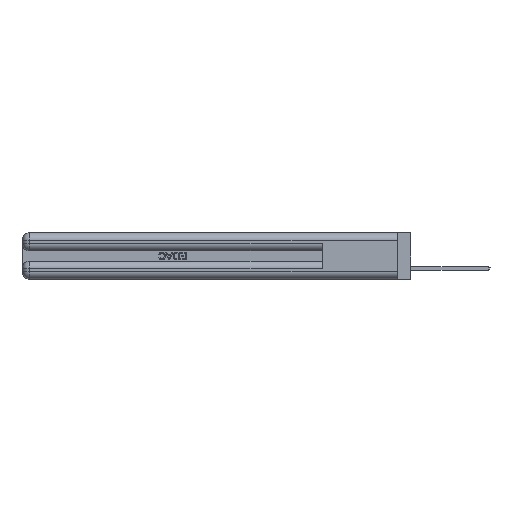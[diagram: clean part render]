
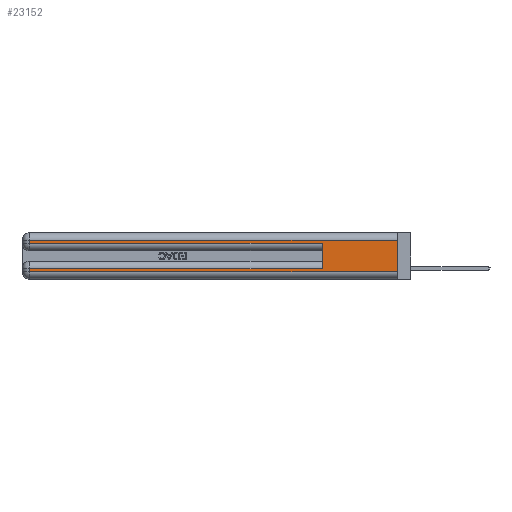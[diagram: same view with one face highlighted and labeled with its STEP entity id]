
A CAD part, left-side view. The second image highlights one B-rep face of the part: STEP entity #23152.
In plain terms, the highlighted planar face has unit normal (-1, 0, 0).
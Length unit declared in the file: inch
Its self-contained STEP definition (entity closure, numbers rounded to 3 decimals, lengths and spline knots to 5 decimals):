
#1970 = CARTESIAN_POINT ( 'NONE',  ( 0., 0.6, 0.145 ) ) ;
#2746 = DIRECTION ( 'NONE',  ( 0., 0., -1. ) ) ;
#3289 = VECTOR ( 'NONE', #16171, 39.37008 ) ;
#4024 = ORIENTED_EDGE ( 'NONE', *, *, #5265, .F. ) ;
#4727 = LINE ( 'NONE', #42038, #32340 ) ;
#5265 = EDGE_CURVE ( 'NONE', #38748, #17035, #7313, .T. ) ;
#6152 = DIRECTION ( 'NONE',  ( 0., 0., 1. ) ) ;
#7184 = DIRECTION ( 'NONE',  ( 0., 0., -1. ) ) ;
#7313 = LINE ( 'NONE', #1970, #25026 ) ;
#8175 = ORIENTED_EDGE ( 'NONE', *, *, #46626, .T. ) ;
#8788 = VERTEX_POINT ( 'NONE', #44309 ) ;
#9152 = AXIS2_PLACEMENT_3D ( 'NONE', #20164, #11153, #7184 ) ;
#10526 = LINE ( 'NONE', #27611, #53870 ) ;
#10972 = VECTOR ( 'NONE', #24432, 39.37008 ) ;
#11153 = DIRECTION ( 'NONE',  ( 1., 0., 0. ) ) ;
#13229 = ORIENTED_EDGE ( 'NONE', *, *, #44669, .T. ) ;
#13833 = LINE ( 'NONE', #49740, #23720 ) ;
#15152 = EDGE_CURVE ( 'NONE', #38748, #15521, #31844, .T. ) ;
#15521 = VERTEX_POINT ( 'NONE', #33745 ) ;
#16044 = VERTEX_POINT ( 'NONE', #22192 ) ;
#16171 = DIRECTION ( 'NONE',  ( 0., 1., 0. ) ) ;
#16544 = ORIENTED_EDGE ( 'NONE', *, *, #35560, .T. ) ;
#16840 = ORIENTED_EDGE ( 'NONE', *, *, #52250, .F. ) ;
#17035 = VERTEX_POINT ( 'NONE', #35796 ) ;
#17813 = CARTESIAN_POINT ( 'NONE',  ( 0., 2.94, 0.31 ) ) ;
#18579 = LINE ( 'NONE', #41875, #50745 ) ;
#20164 = CARTESIAN_POINT ( 'NONE',  ( 0., 0., 0.37 ) ) ;
#22192 = CARTESIAN_POINT ( 'NONE',  ( 0., 2.94, 0.06 ) ) ;
#23152 = ADVANCED_FACE ( 'NONE', ( #33900 ), #53013, .F. ) ;
#23196 = VERTEX_POINT ( 'NONE', #44689 ) ;
#23720 = VECTOR ( 'NONE', #41846, 39.37008 ) ;
#24214 = CARTESIAN_POINT ( 'NONE',  ( 0., 0., 0.31 ) ) ;
#24432 = DIRECTION ( 'NONE',  ( 0., 0., -1. ) ) ;
#25000 = ORIENTED_EDGE ( 'NONE', *, *, #15152, .T. ) ;
#25026 = VECTOR ( 'NONE', #6152, 39.37008 ) ;
#25159 = DIRECTION ( 'NONE',  ( 0., -1., 0. ) ) ;
#27611 = CARTESIAN_POINT ( 'NONE',  ( 0., 2.94, 0.37 ) ) ;
#28834 = EDGE_CURVE ( 'NONE', #8788, #40074, #47830, .T. ) ;
#31844 = LINE ( 'NONE', #45433, #35763 ) ;
#32136 = CARTESIAN_POINT ( 'NONE',  ( 0., 0.6, 0.085 ) ) ;
#32340 = VECTOR ( 'NONE', #50436, 39.37008 ) ;
#33745 = CARTESIAN_POINT ( 'NONE',  ( 0., 2.94, 0.085 ) ) ;
#33900 = FACE_OUTER_BOUND ( 'NONE', #47240, .T. ) ;
#35560 = EDGE_CURVE ( 'NONE', #16044, #50197, #18579, .T. ) ;
#35763 = VECTOR ( 'NONE', #53814, 39.37008 ) ;
#35796 = CARTESIAN_POINT ( 'NONE',  ( 0., 0.6, 0.285 ) ) ;
#37358 = EDGE_CURVE ( 'NONE', #23196, #17035, #4727, .T. ) ;
#37554 = ORIENTED_EDGE ( 'NONE', *, *, #28834, .T. ) ;
#38748 = VERTEX_POINT ( 'NONE', #32136 ) ;
#39178 = LINE ( 'NONE', #49579, #10972 ) ;
#40074 = VERTEX_POINT ( 'NONE', #17813 ) ;
#41846 = DIRECTION ( 'NONE',  ( 0., 0., -1. ) ) ;
#41875 = CARTESIAN_POINT ( 'NONE',  ( 0., 0., 0.06 ) ) ;
#42038 = CARTESIAN_POINT ( 'NONE',  ( 0., 0., 0.285 ) ) ;
#44309 = CARTESIAN_POINT ( 'NONE',  ( 0., 0., 0.31 ) ) ;
#44669 = EDGE_CURVE ( 'NONE', #15521, #16044, #10526, .T. ) ;
#44689 = CARTESIAN_POINT ( 'NONE',  ( 0., 2.94, 0.285 ) ) ;
#45433 = CARTESIAN_POINT ( 'NONE',  ( 0., 0., 0.085 ) ) ;
#46626 = EDGE_CURVE ( 'NONE', #40074, #23196, #39178, .T. ) ;
#47240 = EDGE_LOOP ( 'NONE', ( #16840, #37554, #8175, #51742, #4024, #25000, #13229, #16544 ) ) ;
#47830 = LINE ( 'NONE', #24214, #3289 ) ;
#49411 = CARTESIAN_POINT ( 'NONE',  ( 0., 0., 0.06 ) ) ;
#49579 = CARTESIAN_POINT ( 'NONE',  ( 0., 2.94, 0.37 ) ) ;
#49740 = CARTESIAN_POINT ( 'NONE',  ( 0., 0., 0.37 ) ) ;
#50197 = VERTEX_POINT ( 'NONE', #49411 ) ;
#50436 = DIRECTION ( 'NONE',  ( 0., -1., 0. ) ) ;
#50745 = VECTOR ( 'NONE', #25159, 39.37008 ) ;
#51742 = ORIENTED_EDGE ( 'NONE', *, *, #37358, .T. ) ;
#52250 = EDGE_CURVE ( 'NONE', #8788, #50197, #13833, .T. ) ;
#53013 = PLANE ( 'NONE',  #9152 ) ;
#53814 = DIRECTION ( 'NONE',  ( 0., 1., 0. ) ) ;
#53870 = VECTOR ( 'NONE', #2746, 39.37008 ) ;
